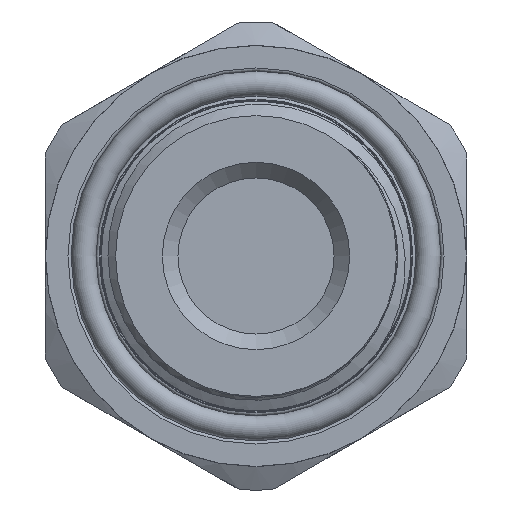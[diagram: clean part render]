
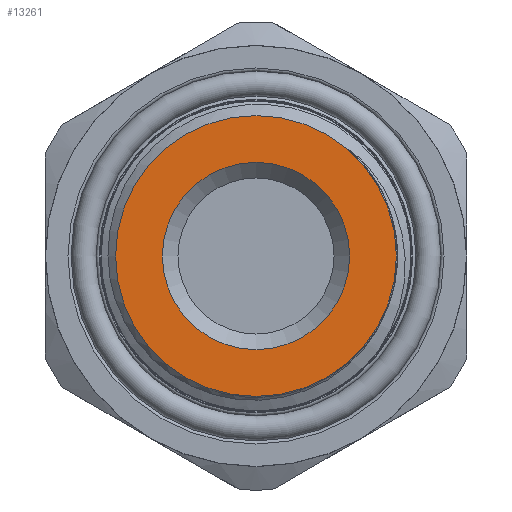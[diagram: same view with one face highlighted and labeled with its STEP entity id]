
A CAD part, left-side view. The second image highlights one B-rep face of the part: STEP entity #13261.
In plain terms, the highlighted face is planar.
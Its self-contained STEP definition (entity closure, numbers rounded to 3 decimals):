
#132=FACE_BOUND('',#4721,.T.);
#3930=FACE_OUTER_BOUND('',#4720,.T.);
#4720=EDGE_LOOP('',(#12215));
#4721=EDGE_LOOP('',(#12216));
#5001=CIRCLE('',#13947,9.);
#5004=CIRCLE('',#13960,6.);
#6319=VERTEX_POINT('',#30664);
#6322=VERTEX_POINT('',#31644);
#8286=EDGE_CURVE('',#6319,#6319,#5001,.T.);
#8295=EDGE_CURVE('',#6322,#6322,#5004,.T.);
#12215=ORIENTED_EDGE('',*,*,#8286,.T.);
#12216=ORIENTED_EDGE('',*,*,#8295,.F.);
#12534=PLANE('',#13959);
#13261=ADVANCED_FACE('',(#3930,#132),#12534,.T.);
#13947=AXIS2_PLACEMENT_3D('',#30666,#16169,#16170);
#13959=AXIS2_PLACEMENT_3D('',#31643,#16193,#16194);
#13960=AXIS2_PLACEMENT_3D('',#31645,#16195,#16196);
#16169=DIRECTION('center_axis',(1.,0.,0.));
#16170=DIRECTION('ref_axis',(0.,1.,0.));
#16193=DIRECTION('center_axis',(1.,0.,0.));
#16194=DIRECTION('ref_axis',(0.,0.,-1.));
#16195=DIRECTION('center_axis',(1.,0.,0.));
#16196=DIRECTION('ref_axis',(0.,0.,-1.));
#30664=CARTESIAN_POINT('',(0.,-9.,0.));
#30666=CARTESIAN_POINT('Origin',(0.,0.,0.));
#31643=CARTESIAN_POINT('Origin',(0.,6.,0.));
#31644=CARTESIAN_POINT('',(0.,-6.,0.));
#31645=CARTESIAN_POINT('Origin',(0.,0.,
0.));
